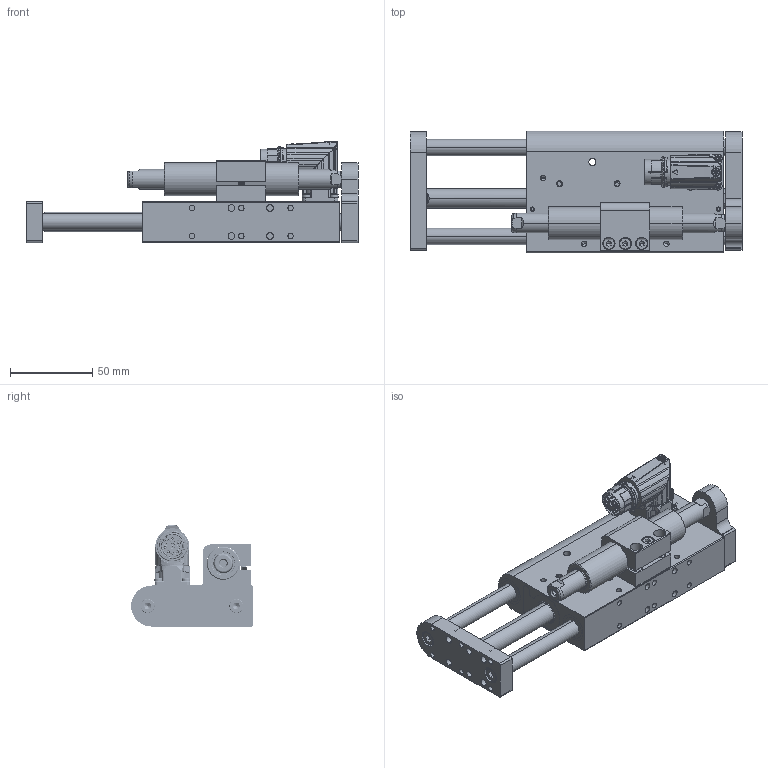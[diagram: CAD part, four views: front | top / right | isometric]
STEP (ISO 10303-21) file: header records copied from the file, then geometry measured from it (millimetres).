
FILE_DESCRIPTION (( 'STEP AP214' ), '1' );
FILE_NAME ('0186-1036_210804_DM01-23x80F-HP-R-60_MSxx.STEP', '2021-08-04T13:11:11', ( '' ), ( '' ), 'SwSTEP 2.0', 'SolidWorks 2021', '' );
FILE_SCHEMA (( 'AUTOMOTIVE_DESIGN' ));
Length unit declared in the file: millimetre
Products named in the file (29): 0230-0035_zyl.-schr._i-6kt_M5x14_8.8_v-b; 0186-1036_210804_DM01-23x80F-HP-R-60_MSxx; Stator_fix^0186-1036_DM01-23x80F-HP-R-60_MSxx; 0180-1841_DM01k-23-H; ML01-12_ML01-12x130!80; 0230-0127_Linearkugellager_LBBR 10-LS; 0230-0332_Lins.-Schr_I-6rd_M2.5x6_INOX-Tuf; 0150-3128_MC01-Rw!m_GANZ; 0230-0663_Gew.-Stift_I-6kt_R-sch_M4x4_INOX; 0180-0532_MA01-PR01-DH_MA01-PR01-DH-4.9; PL01-12-HP_PL01-12x190!150-HP; 0230-0680_Zyl.-Schr_I-6kt_n-K_M5x14_8.8_v-b; 0180-1140_MS01k-R20x82-OG; 0230-0042_zyl.-schr._i-6kt_M4x18_8.8_v-b; 120830; DM01h-23Sx80-HP-R; 0150-3167_PAW01-12_PAW01-12; 0180-1635_MS01-20x82-OG; 0180-1530_DL01-10x...-2M5_DL01-10x186; 0180-1488_MF01k-20-DM23; 0230-0040_Zyl.-Schr_I-6kt_M4x10_8.8_v-b; MS01k_L20x82; 0180-1481_DAG01k-23; 112739-7; Läufer_beweglich^0186-1036_DM01-23x80F-HP-R-60_MSxx; 0180-1581_DM01k-23-MagSpring; 0230-0068_Gew.-Stift_I-6kt_Zpf_M3x4_INOX; 0230-0034_zyl.-schr._i-6kt_M5x18_8.8_v-b; DSB01k-23x110
Assembly tree (44 placements, depth 5):
  0186-1036_210804_DM01-23x80F-HP-R-60_MSxx
    Stator_fix^0186-1036_DM01-23x80F-HP-R-60_MSxx
      DM01h-23Sx80-HP-R
        DSB01k-23x110
        0230-0127_Linearkugellager_LBBR 10-LS  x4
        0180-1481_DAG01k-23  x2
        0230-0332_Lins.-Schr_I-6rd_M2.5x6_INOX-Tuf  x4
        0150-3167_PAW01-12_PAW01-12  x2
        0230-0068_Gew.-Stift_I-6kt_Zpf_M3x4_INOX  x2
        0150-3128_MC01-Rw!m_GANZ
          112739-7
          120830
        0230-0663_Gew.-Stift_I-6kt_R-sch_M4x4_INOX  x3
      0180-1488_MF01k-20-DM23
      0180-1635_MS01-20x82-OG
        0180-1140_MS01k-R20x82-OG
        MS01k_L20x82
      0230-0040_Zyl.-Schr_I-6kt_M4x10_8.8_v-b  x2
      0230-0042_zyl.-schr._i-6kt_M4x18_8.8_v-b
    Läufer_beweglich^0186-1036_DM01-23x80F-HP-R-60_MSxx
      0180-1530_DL01-10x...-2M5_DL01-10x186  x2
      0180-0532_MA01-PR01-DH_MA01-PR01-DH-4.9
      ML01-12_ML01-12x130!80
      0230-0680_Zyl.-Schr_I-6kt_n-K_M5x14_8.8_v-b
      0230-0035_zyl.-schr._i-6kt_M5x14_8.8_v-b  x4
      0180-1581_DM01k-23-MagSpring
      0180-1841_DM01k-23-H
      PL01-12-HP_PL01-12x190!150-HP
      0230-0034_zyl.-schr._i-6kt_M5x18_8.8_v-b
Bounding box: 202 x 74 x 61.55 mm (x, y, z)
Volume: 303705.9 mm3; surface area: 146602.1 mm2
Topology: 48 solids, 48 shells, 3769 faces, 9393 edges, 5728 vertices
Faces by surface type: cylinder 1315, cone 1171, plane 774, bspline 387, torus 121, sphere 1
Entity records: 109480 total; most frequent: CARTESIAN_POINT 39605, ORIENTED_EDGE 13256, DIRECTION 13197, EDGE_CURVE 6628, AXIS2_PLACEMENT_3D 5376, VERTEX_POINT 4127, CIRCLE 3035, EDGE_LOOP 2869
